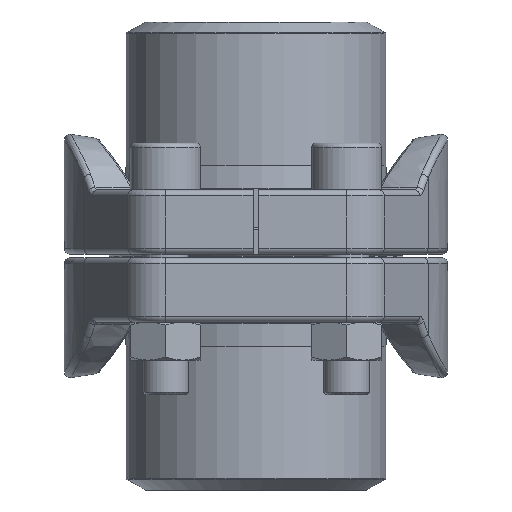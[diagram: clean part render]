
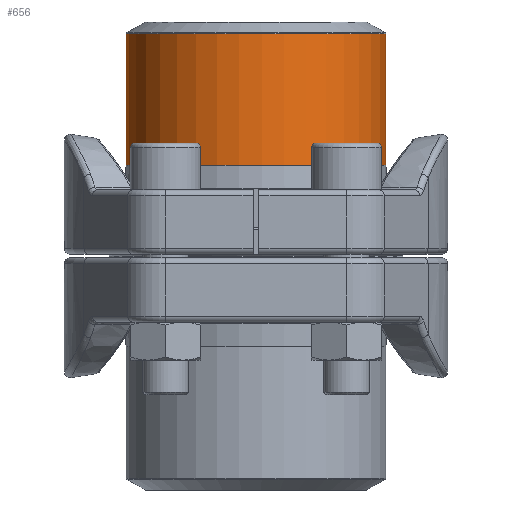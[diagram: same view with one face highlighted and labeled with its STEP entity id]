
A CAD part, left-side view. The second image highlights one B-rep face of the part: STEP entity #656.
In plain terms, the highlighted cylindrical face has radius 44.45 mm (diameter 88.9 mm), a full revolution.
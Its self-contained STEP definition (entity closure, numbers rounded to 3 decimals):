
#407=CYLINDRICAL_SURFACE('',#3686,44.45);
#656=ADVANCED_FACE('',(#1191,#1192),#407,.T.);
#1191=FACE_BOUND('',#1419,.T.);
#1192=FACE_BOUND('',#1420,.T.);
#1419=EDGE_LOOP('',(#1935));
#1420=EDGE_LOOP('',(#1936));
#1935=ORIENTED_EDGE('',*,*,#2983,.T.);
#1936=ORIENTED_EDGE('',*,*,#2984,.T.);
#2645=VERTEX_POINT('',#5820);
#2646=VERTEX_POINT('',#5822);
#2983=EDGE_CURVE('',#2645,#2645,#3367,.T.);
#2984=EDGE_CURVE('',#2646,#2646,#3368,.T.);
#3367=CIRCLE('',#3684,44.45);
#3368=CIRCLE('',#3685,44.45);
#3684=AXIS2_PLACEMENT_3D('',#5819,#4345,#4346);
#3685=AXIS2_PLACEMENT_3D('',#5821,#4347,#4348);
#3686=AXIS2_PLACEMENT_3D('',#5823,#4349,#4350);
#4345=DIRECTION('',(1.,0.,0.));
#4346=DIRECTION('',(0.,0.,1.));
#4347=DIRECTION('',(-1.,0.,0.));
#4348=DIRECTION('',(0.,0.,-1.));
#4349=DIRECTION('',(-1.,0.,0.));
#4350=DIRECTION('',(0.,0.,1.));
#5819=CARTESIAN_POINT('',(31.034,0.,0.));
#5820=CARTESIAN_POINT('',(31.034,0.,44.45));
#5821=CARTESIAN_POINT('',(76.016,0.,0.));
#5822=CARTESIAN_POINT('',(76.016,0.,-44.45));
#5823=CARTESIAN_POINT('',(0.,0.,0.));
